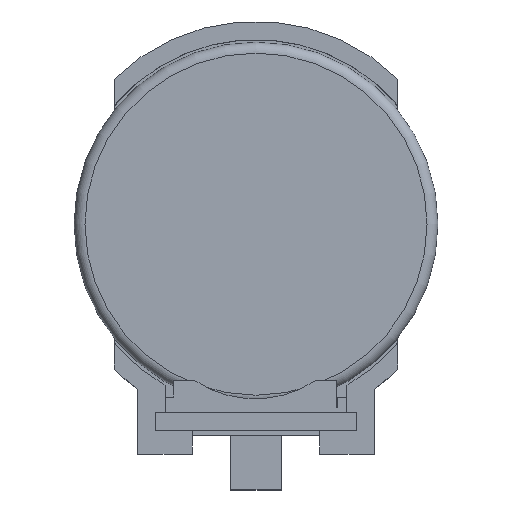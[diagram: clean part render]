
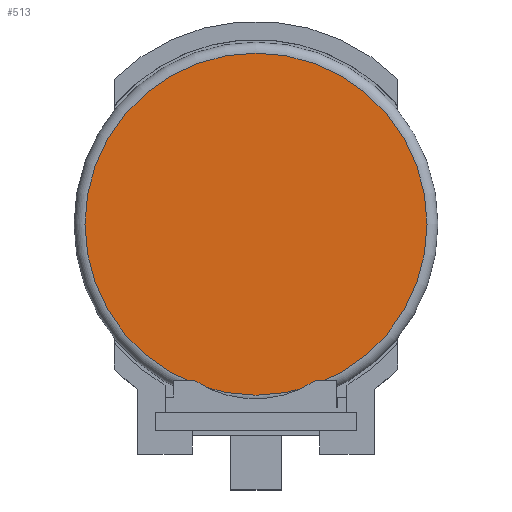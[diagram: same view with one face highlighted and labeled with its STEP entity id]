
A CAD part, top view. The second image highlights one B-rep face of the part: STEP entity #513.
In plain terms, the highlighted planar face has unit normal (0, 0, 1).
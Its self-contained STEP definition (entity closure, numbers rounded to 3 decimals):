
#513=ADVANCED_FACE('',(#912),#914,.F.);
#912=FACE_BOUND('',#913,.T.);
#913=EDGE_LOOP('',(#1233));
#914=PLANE('',#915);
#915=AXIS2_PLACEMENT_3D('',#916,#917,#918);
#916=CARTESIAN_POINT('',(0.,0.,5.05));
#917=DIRECTION('',(-0.,0.,-1.));
#918=DIRECTION('',(-1.,-0.,0.));
#1233=ORIENTED_EDGE('',*,*,#1379,.F.);
#1379=EDGE_CURVE('',#1615,#1615,#1616,.T.);
#1615=VERTEX_POINT('',#2149);
#1616=CIRCLE('',#2150,9.4);
#2149=CARTESIAN_POINT('',(-9.4,0.,5.05));
#2150=AXIS2_PLACEMENT_3D('',#2151,#2152,#2153);
#2151=CARTESIAN_POINT('',(0.,0.,5.05));
#2152=DIRECTION('',(-0.,0.,-1.));
#2153=DIRECTION('',(-1.,0.,0.));
